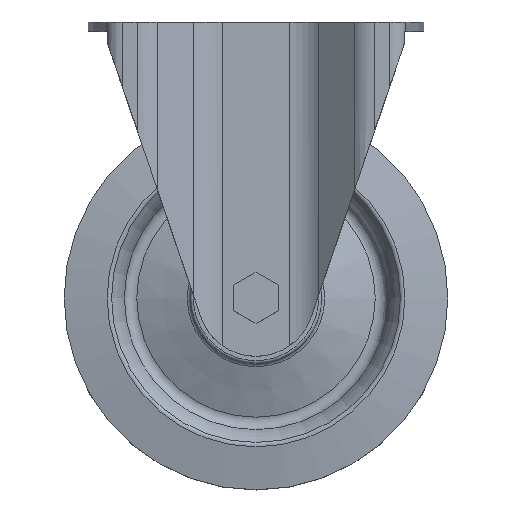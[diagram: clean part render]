
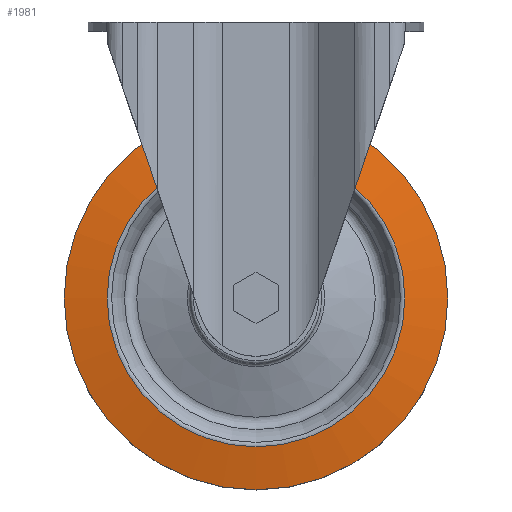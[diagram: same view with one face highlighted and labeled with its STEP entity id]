
A CAD part, top view. The second image highlights one B-rep face of the part: STEP entity #1981.
In plain terms, the highlighted conical face has half-angle 78.949 degrees and reference radius 80 mm.
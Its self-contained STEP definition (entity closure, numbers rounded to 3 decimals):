
#22=CONICAL_SURFACE('',#2207,80.,1.378);
#936=ORIENTED_EDGE('',*,*,#1214,.T.);
#937=ORIENTED_EDGE('',*,*,#1213,.F.);
#1213=EDGE_CURVE('',#1403,#1403,#1489,.T.);
#1214=EDGE_CURVE('',#1404,#1404,#1490,.T.);
#1403=VERTEX_POINT('',#3412);
#1404=VERTEX_POINT('',#3415);
#1489=CIRCLE('',#2206,80.);
#1490=CIRCLE('',#2208,62.081);
#1644=EDGE_LOOP('',(#936));
#1645=EDGE_LOOP('',(#937));
#1810=FACE_BOUND('',#1644,.T.);
#1811=FACE_BOUND('',#1645,.T.);
#1981=ADVANCED_FACE('',(#1810,#1811),#22,.T.);
#2206=AXIS2_PLACEMENT_3D('',#3411,#2784,#2785);
#2207=AXIS2_PLACEMENT_3D('',#3413,#2786,#2787);
#2208=AXIS2_PLACEMENT_3D('',#3414,#2788,#2789);
#2784=DIRECTION('',(0.,0.,-1.));
#2785=DIRECTION('',(-1.,0.,0.));
#2786=DIRECTION('',(0.,0.,-1.));
#2787=DIRECTION('',(-1.,0.,0.));
#2788=DIRECTION('',(0.,0.,-1.));
#2789=DIRECTION('',(-1.,0.,0.));
#3411=CARTESIAN_POINT('',(0.,0.,15.));
#3412=CARTESIAN_POINT('',(-80.,0.,15.));
#3413=CARTESIAN_POINT('',(0.,0.,15.));
#3414=CARTESIAN_POINT('',(0.,0.,18.5));
#3415=CARTESIAN_POINT('',(-62.081,0.,18.5));
